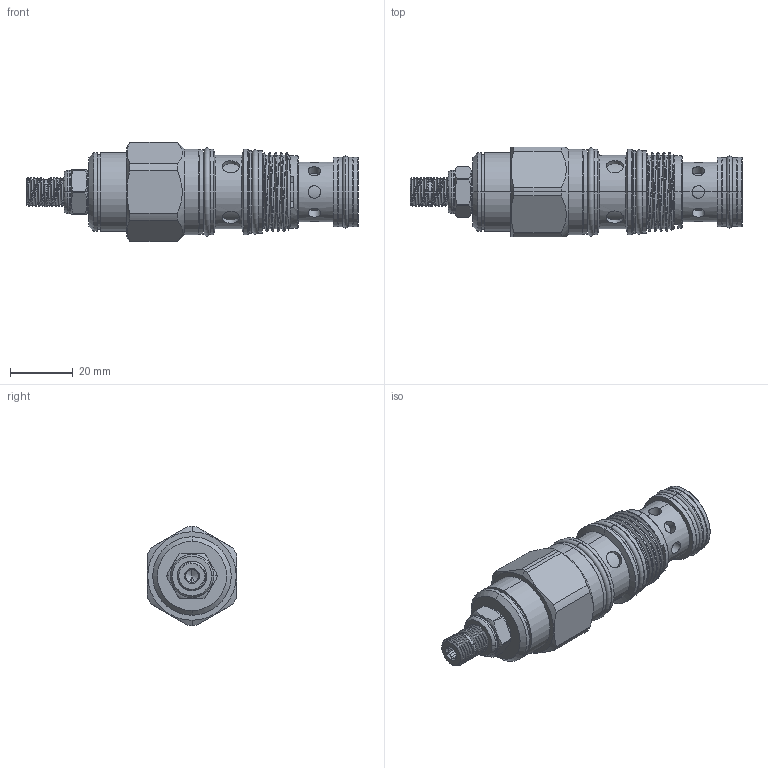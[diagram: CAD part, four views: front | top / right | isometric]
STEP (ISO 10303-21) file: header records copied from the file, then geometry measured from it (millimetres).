
FILE_DESCRIPTION (( 'STEP AP203' ), '1' );
FILE_NAME ('DP2A3Q-L.STEP', '2020-04-14T08:38:14', ( '' ), ( '' ), 'SwSTEP 2.0', 'SolidWorks 2018', '' );
FILE_SCHEMA (( 'CONFIG_CONTROL_DESIGN' ));
Length unit declared in the file: millimetre
Products named in the file (1): DP2A3Q-L
Bounding box: 105.76 x 28.57 x 31.6 mm (x, y, z)
Volume: 42963.5 mm3; surface area: 13320.8 mm2
Topology: 5 solids, 5 shells, 283 faces, 655 edges, 410 vertices
Faces by surface type: cylinder 148, plane 61, torus 34, cone 33, bspline 7
Entity records: 14080 total; most frequent: CARTESIAN_POINT 7788, ORIENTED_EDGE 1306, DIRECTION 1296, EDGE_CURVE 653, AXIS2_PLACEMENT_3D 544, VERTEX_POINT 410, EDGE_LOOP 319, FACE_OUTER_BOUND 283
